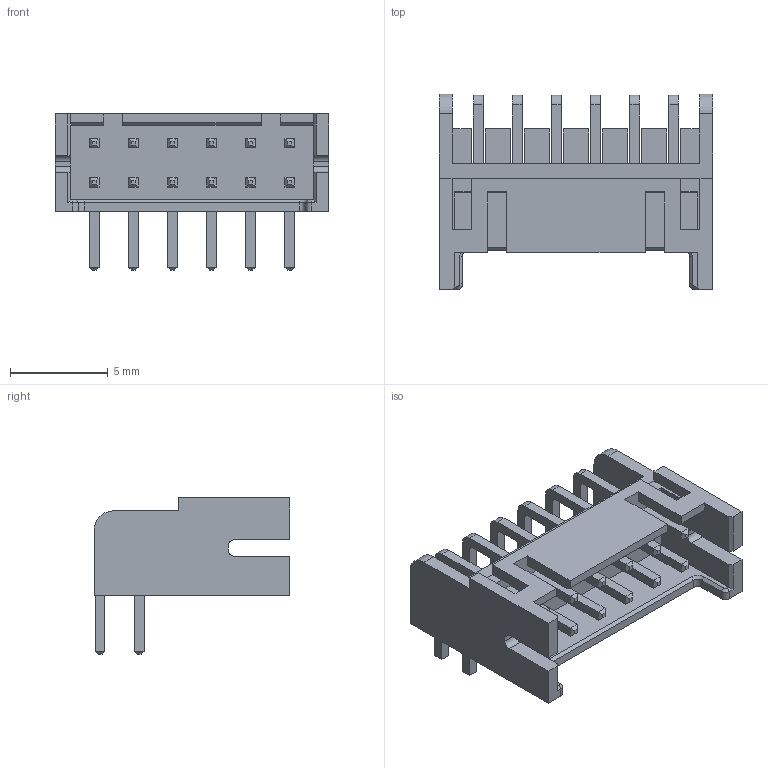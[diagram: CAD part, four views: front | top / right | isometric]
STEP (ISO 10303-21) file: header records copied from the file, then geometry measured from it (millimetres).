
FILE_DESCRIPTION (( 'STEP AP214' ), '1' );
FILE_NAME ('CONN-TH_DF11-12DP-2DS-24.step', '2022-08-05T11:22:38', ( '' ), ( '' ), 'SwSTEP 2.0', 'SolidWorks 2020', '' );
FILE_SCHEMA (( 'AUTOMOTIVE_DESIGN' ));
Length unit declared in the file: millimetre
Products named in the file (1): CONN-TH_DF11-12DP-2DS-24
Bounding box: 14 x 10 x 8 mm (x, y, z)
Volume: 237.1 mm3; surface area: 819.2 mm2
Topology: 14 solids, 14 shells, 653 faces, 1684 edges, 1086 vertices
Faces by surface type: plane 501, bspline 114, cylinder 34, cone 4
Entity records: 24750 total; most frequent: CARTESIAN_POINT 5786, ORIENTED_EDGE 3368, DIRECTION 2604, EDGE_CURVE 1684, VECTOR 1380, LINE 1380, VERTEX_POINT 1086, EDGE_LOOP 696
